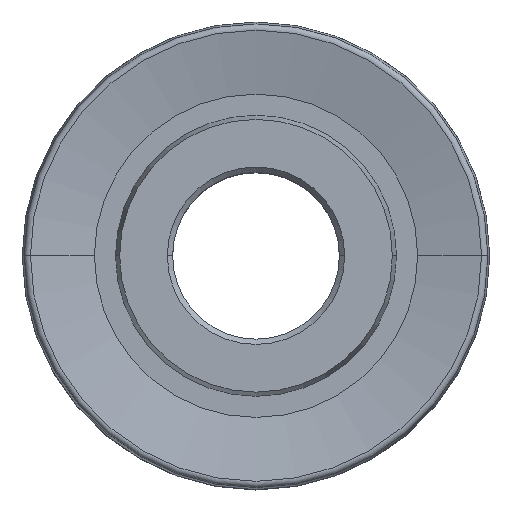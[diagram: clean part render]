
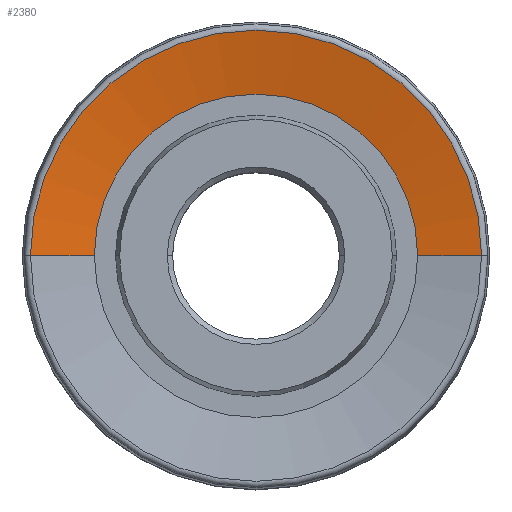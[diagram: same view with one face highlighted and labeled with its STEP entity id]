
A CAD part, top view. The second image highlights one B-rep face of the part: STEP entity #2380.
In plain terms, the highlighted conical face has half-angle 78.481 degrees and reference radius 10.821 mm.
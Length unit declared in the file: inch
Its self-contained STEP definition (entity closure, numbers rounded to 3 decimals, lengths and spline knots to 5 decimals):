
#279 = VERTEX_POINT ( 'NONE', #440 ) ;
#293 = CARTESIAN_POINT ( 'NONE',  ( 0., 0., 0.25625 ) ) ;
#440 = CARTESIAN_POINT ( 'NONE',  ( 0.42601, 0., 0.28087 ) ) ;
#593 = DIRECTION ( 'NONE',  ( 1., 0., 0. ) ) ;
#668 = VECTOR ( 'NONE', #2001, 39.37008 ) ;
#704 = AXIS2_PLACEMENT_3D ( 'NONE', #908, #3031, #1232 ) ;
#760 = CARTESIAN_POINT ( 'NONE',  ( 0.30522, 0., 0.25625 ) ) ;
#843 = VERTEX_POINT ( 'NONE', #760 ) ;
#908 = CARTESIAN_POINT ( 'NONE',  ( 0., 0., 0.28087 ) ) ;
#936 = ORIENTED_EDGE ( 'NONE', *, *, #3387, .F. ) ;
#1082 = CIRCLE ( 'NONE', #704, 0.42601 ) ;
#1120 = EDGE_CURVE ( 'NONE', #2457, #3473, #3881, .T. ) ;
#1131 = DIRECTION ( 'NONE',  ( 0., 0., 1. ) ) ;
#1232 = DIRECTION ( 'NONE',  ( 1., 0., 0. ) ) ;
#1369 = DIRECTION ( 'NONE',  ( 0.98, 0., 0.2 ) ) ;
#1438 = DIRECTION ( 'NONE',  ( -1., 0., 0. ) ) ;
#1444 = VECTOR ( 'NONE', #1369, 39.37008 ) ;
#1722 = FACE_OUTER_BOUND ( 'NONE', #3131, .T. ) ;
#2000 = EDGE_CURVE ( 'NONE', #279, #3473, #1082, .T. ) ;
#2001 = DIRECTION ( 'NONE',  ( -0.98, 0., 0.2 ) ) ;
#2237 = LINE ( 'NONE', #3167, #1444 ) ;
#2329 = CARTESIAN_POINT ( 'NONE',  ( 0., 0., 0.28087 ) ) ;
#2380 = ADVANCED_FACE ( 'NONE', ( #1722 ), #3048, .F. ) ;
#2430 = DIRECTION ( 'NONE',  ( 0., 0., 1. ) ) ;
#2435 = ORIENTED_EDGE ( 'NONE', *, *, #2000, .T. ) ;
#2457 = VERTEX_POINT ( 'NONE', #3572 ) ;
#2767 = CARTESIAN_POINT ( 'NONE',  ( -0.42601, 0., 0.28087 ) ) ;
#2913 = EDGE_CURVE ( 'NONE', #843, #279, #2237, .T. ) ;
#3031 = DIRECTION ( 'NONE',  ( 0., 0., 1. ) ) ;
#3048 = CONICAL_SURFACE ( 'NONE', #3260, 0.42601, 1.37 ) ;
#3131 = EDGE_LOOP ( 'NONE', ( #936, #3702, #2435, #3307 ) ) ;
#3167 = CARTESIAN_POINT ( 'NONE',  ( 0.42601, 0., 0.28087 ) ) ;
#3260 = AXIS2_PLACEMENT_3D ( 'NONE', #2329, #1131, #1438 ) ;
#3307 = ORIENTED_EDGE ( 'NONE', *, *, #1120, .F. ) ;
#3387 = EDGE_CURVE ( 'NONE', #843, #2457, #3600, .T. ) ;
#3473 = VERTEX_POINT ( 'NONE', #2767 ) ;
#3508 = CARTESIAN_POINT ( 'NONE',  ( -0.42601, 0., 0.28087 ) ) ;
#3572 = CARTESIAN_POINT ( 'NONE',  ( -0.30522, 0., 0.25625 ) ) ;
#3600 = CIRCLE ( 'NONE', #3756, 0.30522 ) ;
#3702 = ORIENTED_EDGE ( 'NONE', *, *, #2913, .T. ) ;
#3756 = AXIS2_PLACEMENT_3D ( 'NONE', #293, #2430, #593 ) ;
#3881 = LINE ( 'NONE', #3508, #668 ) ;
